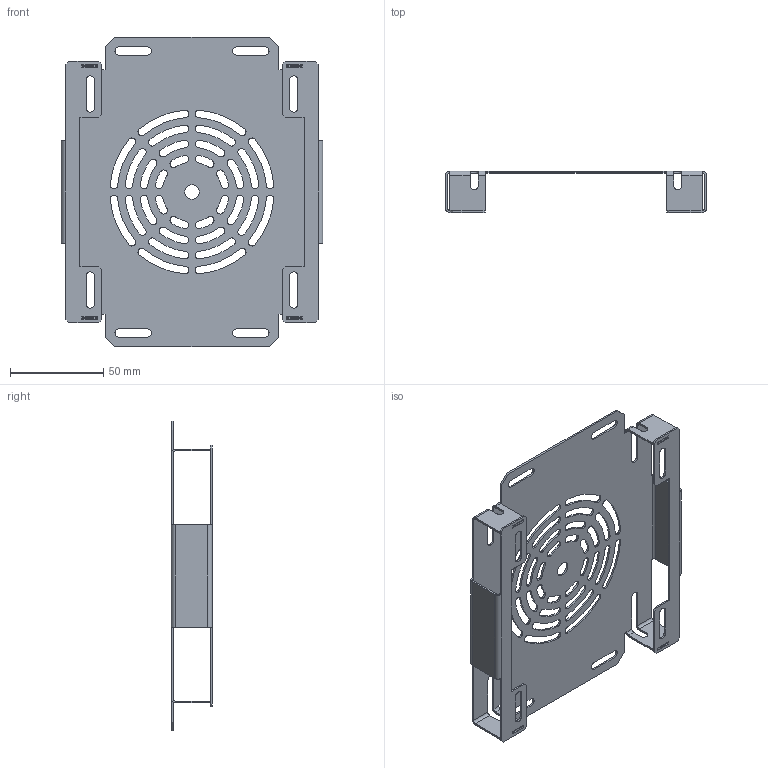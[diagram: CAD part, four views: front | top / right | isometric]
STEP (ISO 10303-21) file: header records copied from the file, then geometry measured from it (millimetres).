
FILE_DESCRIPTION (( 'STEP AP214' ), '1' );
FILE_NAME ('P004.STEP', '2022-09-01T06:52:35', ( '' ), ( '' ), 'SwSTEP 2.0', 'SolidWorks 2020', '' );
FILE_SCHEMA (( 'AUTOMOTIVE_DESIGN' ));
Length unit declared in the file: millimetre
Products named in the file (1): P004
Bounding box: 140 x 22.2 x 166 mm (x, y, z)
Volume: 24788.5 mm3; surface area: 53064.6 mm2
Topology: 1 solids, 1 shells, 368 faces, 1090 edges, 716 vertices
Faces by surface type: cylinder 218, plane 150
Entity records: 12664 total; most frequent: DIRECTION 2264, ORIENTED_EDGE 2180, CARTESIAN_POINT 2175, EDGE_CURVE 1090, AXIS2_PLACEMENT_3D 805, VERTEX_POINT 716, LINE 654, VECTOR 654
